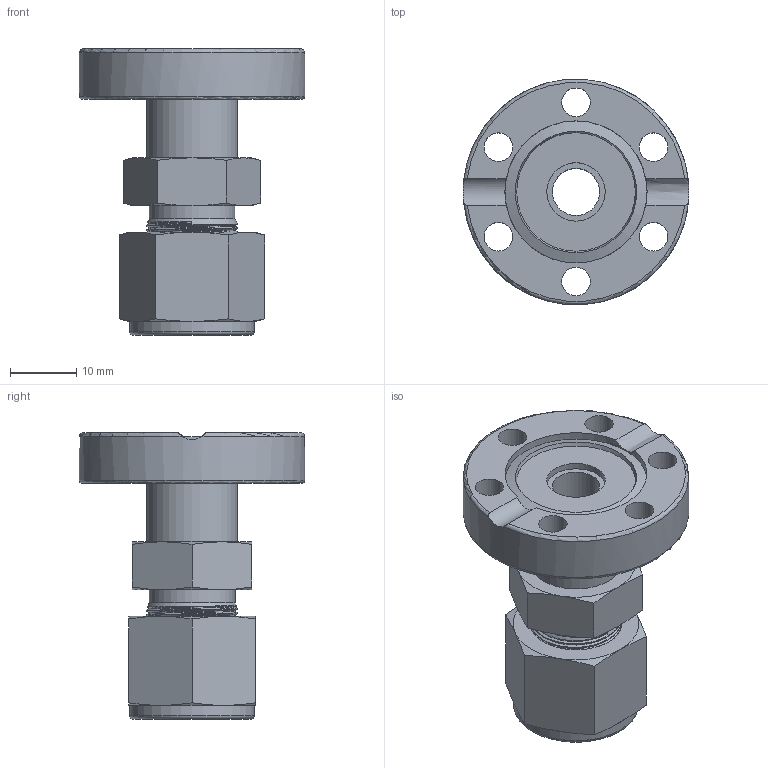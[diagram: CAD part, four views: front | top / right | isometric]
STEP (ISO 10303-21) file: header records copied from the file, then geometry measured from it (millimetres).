
FILE_DESCRIPTION((''),'2;1');
FILE_NAME('F16SWA10M-316.stp','2009-04-15T14:55:29',('hasers'),(''),'Autodesk Inventor 2008','Autodesk Inventor 2008','');
FILE_SCHEMA(('AUTOMOTIVE_DESIGN { 1 0 10303 214 1 1 1 1 }'));
Length unit declared in the file: millimetre
Products named in the file (3): F16SWA10M-316; CF-07 [Keywords [Summary]=1.4404][Company [Summary]=Vacom][Title [Summary]=F16]_1; CWC [Title [Summary]=CWC10M-4P]
Assembly tree (2 placements, depth 2):
  F16SWA10M-316
    CF-07 [Keywords [Summary]=1.4404][Company [Summary]=Vacom][Title [Summary]=F16]_1
    CWC [Title [Summary]=CWC10M-4P]
Bounding box: 34 x 33.97 x 43.1 mm (x, y, z)
Volume: 11604.9 mm3; surface area: 8286 mm2
Topology: 2 solids, 2 shells, 95 faces, 226 edges, 141 vertices
Faces by surface type: cone 31, plane 27, cylinder 23, bspline 10, torus 4
Full cylindrical faces by diameter (mm): 7.1 x1, 8.8 x1, 10 x2, 12.954 x1, 13.7 x2, 13.723 x10, 18.8 x1, 21.4 x1, 34 x1
Entity records: 9138 total; most frequent: CARTESIAN_POINT 7443, DIRECTION 323, ORIENTED_EDGE 316, EDGE_CURVE 158, AXIS2_PLACEMENT_3D 152, EDGE_LOOP 133, VERTEX_POINT 109, FACE_OUTER_BOUND 84
